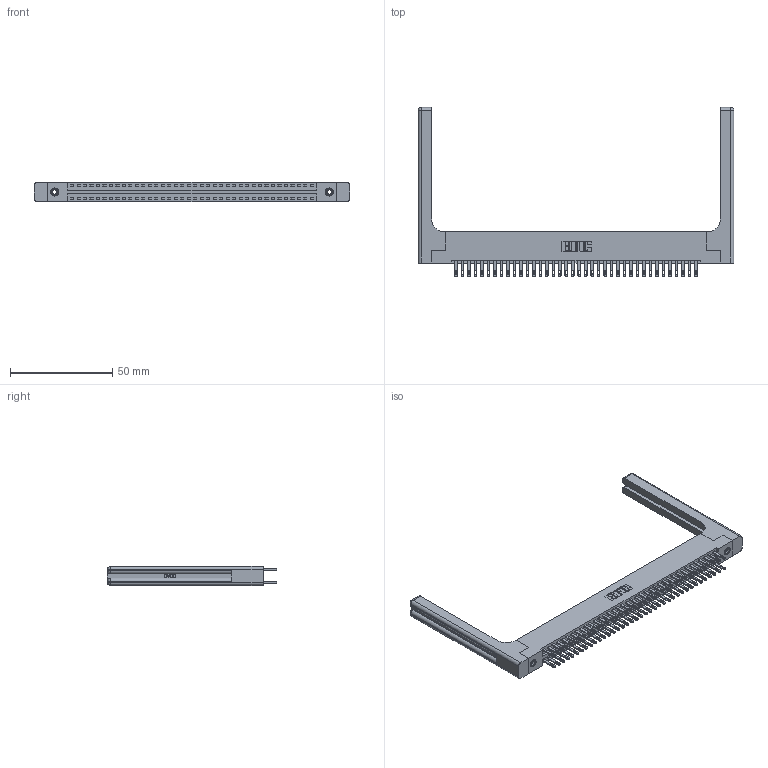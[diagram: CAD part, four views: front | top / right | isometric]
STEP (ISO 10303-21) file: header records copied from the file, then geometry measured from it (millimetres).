
FILE_DESCRIPTION (( 'STEP AP203' ), '1' );
FILE_NAME ('346-076-500-258.STEP', '2022-05-25T04:11:14', ( '' ), ( '' ), 'SwSTEP 2.0', 'SolidWorks 2020', '' );
FILE_SCHEMA (( 'CONFIG_CONTROL_DESIGN' ));
Length unit declared in the file: inch
Products named in the file (5): 346-076-500-258; 346-220-058_345-220-058; 345-292-001_345-293-100; 346 Part_Flush Mounting Lugs - 0.156 Dia-TH; 345-250-001_345-250-001-102
Assembly tree (81 placements, depth 2):
  346-076-500-258
    346 Part_Flush Mounting Lugs - 0.156 Dia-TH
    345-292-001_345-293-100  x76
    345-250-001_345-250-001-102  x2
    346-220-058_345-220-058  x2
Bounding box: 154.71 x 82.8 x 9.4 mm (x, y, z)
Volume: 22763.6 mm3; surface area: 26728.7 mm2
Topology: 81 solids, 81 shells, 4040 faces, 12203 edges, 8114 vertices
Faces by surface type: plane 2442, cylinder 1538, bspline 36, cone 12, sphere 8, torus 4
Entity records: 30866 total; most frequent: CARTESIAN_POINT 6103, ORIENTED_EDGE 4832, DIRECTION 4364, EDGE_CURVE 2416, LINE 2036, VECTOR 2036, VERTEX_POINT 1602, AXIS2_PLACEMENT_3D 1164
